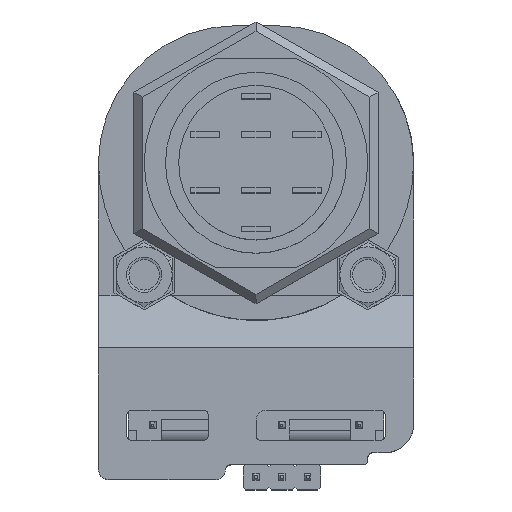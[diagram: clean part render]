
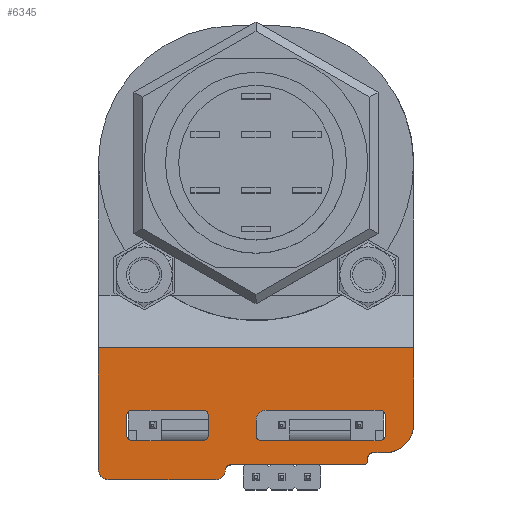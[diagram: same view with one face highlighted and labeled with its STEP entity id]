
A CAD part, top view. The second image highlights one B-rep face of the part: STEP entity #6345.
In plain terms, the highlighted planar face has unit normal (0, 0, 1).
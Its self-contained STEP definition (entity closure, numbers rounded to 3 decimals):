
#5349 = VERTEX_POINT('',#5350);
#5350 = CARTESIAN_POINT('',(-2.501,-29.7,8.));
#5358 = EDGE_CURVE('',#5359,#5349,#5361,.T.);
#5359 = VERTEX_POINT('',#5360);
#5360 = CARTESIAN_POINT('',(-3.001,-30.183,8.));
#5361 = B_SPLINE_CURVE_WITH_KNOTS('',6,(#5362,#5363,#5364,#5365,#5366,
    #5367,#5368,#5369,#5370,#5371,#5372,#5373,#5374,#5375,#5376,#5377,
    #5378,#5379,#5380,#5381,#5382,#5383),.UNSPECIFIED.,.F.,.F.,(7,5,5,5,
    7),(0.,0.258,0.5,0.742,1.),
  .UNSPECIFIED.);
#5362 = CARTESIAN_POINT('',(-3.001,-30.183,8.));
#5363 = CARTESIAN_POINT('',(-3.,-30.153,8.));
#5364 = CARTESIAN_POINT('',(-2.996,-30.123,8.));
#5365 = CARTESIAN_POINT('',(-2.991,-30.092,8.));
#5366 = CARTESIAN_POINT('',(-2.983,-30.06,8.));
#5367 = CARTESIAN_POINT('',(-2.972,-30.029,8.));
#5368 = CARTESIAN_POINT('',(-2.946,-29.969,8.));
#5369 = CARTESIAN_POINT('',(-2.931,-29.941,8.));
#5370 = CARTESIAN_POINT('',(-2.913,-29.914,8.));
#5371 = CARTESIAN_POINT('',(-2.894,-29.888,8.));
#5372 = CARTESIAN_POINT('',(-2.872,-29.863,8.));
#5373 = CARTESIAN_POINT('',(-2.825,-29.818,8.));
#5374 = CARTESIAN_POINT('',(-2.8,-29.797,8.));
#5375 = CARTESIAN_POINT('',(-2.773,-29.778,8.));
#5376 = CARTESIAN_POINT('',(-2.745,-29.762,8.));
#5377 = CARTESIAN_POINT('',(-2.716,-29.748,8.));
#5378 = CARTESIAN_POINT('',(-2.656,-29.724,8.));
#5379 = CARTESIAN_POINT('',(-2.625,-29.714,8.));
#5380 = CARTESIAN_POINT('',(-2.593,-29.707,8.));
#5381 = CARTESIAN_POINT('',(-2.562,-29.702,8.));
#5382 = CARTESIAN_POINT('',(-2.531,-29.7,8.));
#5383 = CARTESIAN_POINT('',(-2.501,-29.7,8.));
#5414 = EDGE_CURVE('',#5349,#5415,#5417,.T.);
#5415 = VERTEX_POINT('',#5416);
#5416 = CARTESIAN_POINT('',(10.5,-29.7,8.));
#5417 = LINE('',#5418,#5419);
#5418 = CARTESIAN_POINT('',(-3.,-29.7,8.));
#5419 = VECTOR('',#5420,1.);
#5420 = DIRECTION('',(1.,0.,0.));
#5438 = VERTEX_POINT('',#5439);
#5439 = CARTESIAN_POINT('',(11.,-29.2,8.));
#5445 = EDGE_CURVE('',#5415,#5438,#5446,.T.);
#5446 = CIRCLE('',#5447,0.5);
#5447 = AXIS2_PLACEMENT_3D('',#5448,#5449,#5450);
#5448 = CARTESIAN_POINT('',(10.5,-29.2,8.));
#5449 = DIRECTION('',(-0.,0.,1.));
#5450 = DIRECTION('',(0.,-1.,0.));
#5463 = EDGE_CURVE('',#5438,#5464,#5466,.T.);
#5464 = VERTEX_POINT('',#5465);
#5465 = CARTESIAN_POINT('',(11.,-29.,8.));
#5466 = LINE('',#5467,#5468);
#5467 = CARTESIAN_POINT('',(11.,-29.7,8.));
#5468 = VECTOR('',#5469,1.);
#5469 = DIRECTION('',(0.,1.,0.));
#5809 = VERTEX_POINT('',#5810);
#5810 = CARTESIAN_POINT('',(15.5,-25.7,8.));
#5816 = EDGE_CURVE('',#5817,#5809,#5819,.T.);
#5817 = VERTEX_POINT('',#5818);
#5818 = CARTESIAN_POINT('',(12.7,-28.5,8.));
#5819 = CIRCLE('',#5820,2.8);
#5820 = AXIS2_PLACEMENT_3D('',#5821,#5822,#5823);
#5821 = CARTESIAN_POINT('',(12.7,-25.7,8.));
#5822 = DIRECTION('',(0.,0.,1.));
#5823 = DIRECTION('',(1.,0.,-0.));
#5885 = VERTEX_POINT('',#5886);
#5886 = CARTESIAN_POINT('',(15.5,-18.196,8.));
#5892 = EDGE_CURVE('',#5885,#5809,#5893,.T.);
#5893 = LINE('',#5894,#5895);
#5894 = CARTESIAN_POINT('',(15.5,0.,8.));
#5895 = VECTOR('',#5896,1.);
#5896 = DIRECTION('',(0.,-1.,0.));
#6096 = VERTEX_POINT('',#6097);
#6097 = CARTESIAN_POINT('',(-15.5,-30.15,8.));
#6103 = EDGE_CURVE('',#6096,#6104,#6106,.T.);
#6104 = VERTEX_POINT('',#6105);
#6105 = CARTESIAN_POINT('',(-15.5,-18.196,8.));
#6106 = LINE('',#6107,#6108);
#6107 = CARTESIAN_POINT('',(-15.5,-31.15,8.));
#6108 = VECTOR('',#6109,1.);
#6109 = DIRECTION('',(0.,1.,0.));
#6135 = VERTEX_POINT('',#6136);
#6136 = CARTESIAN_POINT('',(-14.5,-31.15,8.));
#6142 = EDGE_CURVE('',#6135,#6096,#6143,.T.);
#6143 = CIRCLE('',#6144,1.);
#6144 = AXIS2_PLACEMENT_3D('',#6145,#6146,#6147);
#6145 = CARTESIAN_POINT('',(-14.5,-30.15,8.));
#6146 = DIRECTION('',(-0.,-0.,-1.));
#6147 = DIRECTION('',(0.,-1.,0.));
#6161 = VERTEX_POINT('',#6162);
#6162 = CARTESIAN_POINT('',(-4.,-31.15,8.));
#6168 = EDGE_CURVE('',#6161,#6135,#6169,.T.);
#6169 = LINE('',#6170,#6171);
#6170 = CARTESIAN_POINT('',(-3.,-31.15,8.));
#6171 = VECTOR('',#6172,1.);
#6172 = DIRECTION('',(-1.,0.,0.));
#6185 = EDGE_CURVE('',#6161,#5359,#6186,.T.);
#6186 = CIRCLE('',#6187,1.);
#6187 = AXIS2_PLACEMENT_3D('',#6188,#6189,#6190);
#6188 = CARTESIAN_POINT('',(-4.,-30.15,8.));
#6189 = DIRECTION('',(-0.,0.,1.));
#6190 = DIRECTION('',(0.,-1.,0.));
#6345 = ADVANCED_FACE('',(#6346,#6379,#6449),#6519,.F.);
#6346 = FACE_BOUND('',#6347,.F.);
#6347 = EDGE_LOOP('',(#6348,#6349,#6350,#6351,#6352,#6358,#6359,#6360,
    #6368,#6375,#6376,#6377,#6378));
#6348 = ORIENTED_EDGE('',*,*,#6185,.F.);
#6349 = ORIENTED_EDGE('',*,*,#6168,.T.);
#6350 = ORIENTED_EDGE('',*,*,#6142,.T.);
#6351 = ORIENTED_EDGE('',*,*,#6103,.T.);
#6352 = ORIENTED_EDGE('',*,*,#6353,.T.);
#6353 = EDGE_CURVE('',#6104,#5885,#6354,.T.);
#6354 = LINE('',#6355,#6356);
#6355 = CARTESIAN_POINT('',(-7.94,-18.196,8.));
#6356 = VECTOR('',#6357,1.);
#6357 = DIRECTION('',(1.,0.,0.));
#6358 = ORIENTED_EDGE('',*,*,#5892,.T.);
#6359 = ORIENTED_EDGE('',*,*,#5816,.F.);
#6360 = ORIENTED_EDGE('',*,*,#6361,.F.);
#6361 = EDGE_CURVE('',#6362,#5817,#6364,.T.);
#6362 = VERTEX_POINT('',#6363);
#6363 = CARTESIAN_POINT('',(11.5,-28.5,8.));
#6364 = LINE('',#6365,#6366);
#6365 = CARTESIAN_POINT('',(11.,-28.5,8.));
#6366 = VECTOR('',#6367,1.);
#6367 = DIRECTION('',(1.,0.,0.));
#6368 = ORIENTED_EDGE('',*,*,#6369,.F.);
#6369 = EDGE_CURVE('',#5464,#6362,#6370,.T.);
#6370 = CIRCLE('',#6371,0.5);
#6371 = AXIS2_PLACEMENT_3D('',#6372,#6373,#6374);
#6372 = CARTESIAN_POINT('',(11.5,-29.,8.));
#6373 = DIRECTION('',(-0.,-0.,-1.));
#6374 = DIRECTION('',(0.,-1.,0.));
#6375 = ORIENTED_EDGE('',*,*,#5463,.F.);
#6376 = ORIENTED_EDGE('',*,*,#5445,.F.);
#6377 = ORIENTED_EDGE('',*,*,#5414,.F.);
#6378 = ORIENTED_EDGE('',*,*,#5358,.F.);
#6379 = FACE_BOUND('',#6380,.F.);
#6380 = EDGE_LOOP('',(#6381,#6391,#6400,#6408,#6417,#6425,#6434,#6442));
#6381 = ORIENTED_EDGE('',*,*,#6382,.F.);
#6382 = EDGE_CURVE('',#6383,#6385,#6387,.T.);
#6383 = VERTEX_POINT('',#6384);
#6384 = CARTESIAN_POINT('',(-12.7,-26.81,8.));
#6385 = VERTEX_POINT('',#6386);
#6386 = CARTESIAN_POINT('',(-12.7,-24.81,8.));
#6387 = LINE('',#6388,#6389);
#6388 = CARTESIAN_POINT('',(-12.7,-27.31,8.));
#6389 = VECTOR('',#6390,1.);
#6390 = DIRECTION('',(0.,1.,0.));
#6391 = ORIENTED_EDGE('',*,*,#6392,.T.);
#6392 = EDGE_CURVE('',#6383,#6393,#6395,.T.);
#6393 = VERTEX_POINT('',#6394);
#6394 = CARTESIAN_POINT('',(-12.2,-27.31,8.));
#6395 = CIRCLE('',#6396,0.5);
#6396 = AXIS2_PLACEMENT_3D('',#6397,#6398,#6399);
#6397 = CARTESIAN_POINT('',(-12.2,-26.81,8.));
#6398 = DIRECTION('',(-0.,0.,1.));
#6399 = DIRECTION('',(0.,-1.,0.));
#6400 = ORIENTED_EDGE('',*,*,#6401,.F.);
#6401 = EDGE_CURVE('',#6402,#6393,#6404,.T.);
#6402 = VERTEX_POINT('',#6403);
#6403 = CARTESIAN_POINT('',(-5.2,-27.31,8.));
#6404 = LINE('',#6405,#6406);
#6405 = CARTESIAN_POINT('',(-4.7,-27.31,8.));
#6406 = VECTOR('',#6407,1.);
#6407 = DIRECTION('',(-1.,0.,0.));
#6408 = ORIENTED_EDGE('',*,*,#6409,.T.);
#6409 = EDGE_CURVE('',#6402,#6410,#6412,.T.);
#6410 = VERTEX_POINT('',#6411);
#6411 = CARTESIAN_POINT('',(-4.7,-26.81,8.));
#6412 = CIRCLE('',#6413,0.5);
#6413 = AXIS2_PLACEMENT_3D('',#6414,#6415,#6416);
#6414 = CARTESIAN_POINT('',(-5.2,-26.81,8.));
#6415 = DIRECTION('',(-0.,0.,1.));
#6416 = DIRECTION('',(0.,-1.,0.));
#6417 = ORIENTED_EDGE('',*,*,#6418,.F.);
#6418 = EDGE_CURVE('',#6419,#6410,#6421,.T.);
#6419 = VERTEX_POINT('',#6420);
#6420 = CARTESIAN_POINT('',(-4.7,-24.81,8.));
#6421 = LINE('',#6422,#6423);
#6422 = CARTESIAN_POINT('',(-4.7,-24.31,8.));
#6423 = VECTOR('',#6424,1.);
#6424 = DIRECTION('',(0.,-1.,0.));
#6425 = ORIENTED_EDGE('',*,*,#6426,.F.);
#6426 = EDGE_CURVE('',#6427,#6419,#6429,.T.);
#6427 = VERTEX_POINT('',#6428);
#6428 = CARTESIAN_POINT('',(-5.2,-24.31,8.));
#6429 = CIRCLE('',#6430,0.5);
#6430 = AXIS2_PLACEMENT_3D('',#6431,#6432,#6433);
#6431 = CARTESIAN_POINT('',(-5.2,-24.81,8.));
#6432 = DIRECTION('',(-0.,-0.,-1.));
#6433 = DIRECTION('',(0.,-1.,0.));
#6434 = ORIENTED_EDGE('',*,*,#6435,.F.);
#6435 = EDGE_CURVE('',#6436,#6427,#6438,.T.);
#6436 = VERTEX_POINT('',#6437);
#6437 = CARTESIAN_POINT('',(-12.2,-24.31,8.));
#6438 = LINE('',#6439,#6440);
#6439 = CARTESIAN_POINT('',(-12.7,-24.31,8.));
#6440 = VECTOR('',#6441,1.);
#6441 = DIRECTION('',(1.,0.,0.));
#6442 = ORIENTED_EDGE('',*,*,#6443,.F.);
#6443 = EDGE_CURVE('',#6385,#6436,#6444,.T.);
#6444 = CIRCLE('',#6445,0.5);
#6445 = AXIS2_PLACEMENT_3D('',#6446,#6447,#6448);
#6446 = CARTESIAN_POINT('',(-12.2,-24.81,8.));
#6447 = DIRECTION('',(-0.,-0.,-1.));
#6448 = DIRECTION('',(0.,-1.,0.));
#6449 = FACE_BOUND('',#6450,.F.);
#6450 = EDGE_LOOP('',(#6451,#6461,#6470,#6478,#6487,#6495,#6504,#6512));
#6451 = ORIENTED_EDGE('',*,*,#6452,.F.);
#6452 = EDGE_CURVE('',#6453,#6455,#6457,.T.);
#6453 = VERTEX_POINT('',#6454);
#6454 = CARTESIAN_POINT('',(0.,-26.81,8.));
#6455 = VERTEX_POINT('',#6456);
#6456 = CARTESIAN_POINT('',(0.,-25.31,8.));
#6457 = LINE('',#6458,#6459);
#6458 = CARTESIAN_POINT('',(0.,-27.31,8.));
#6459 = VECTOR('',#6460,1.);
#6460 = DIRECTION('',(0.,1.,0.));
#6461 = ORIENTED_EDGE('',*,*,#6462,.T.);
#6462 = EDGE_CURVE('',#6453,#6463,#6465,.T.);
#6463 = VERTEX_POINT('',#6464);
#6464 = CARTESIAN_POINT('',(0.5,-27.31,8.));
#6465 = CIRCLE('',#6466,0.5);
#6466 = AXIS2_PLACEMENT_3D('',#6467,#6468,#6469);
#6467 = CARTESIAN_POINT('',(0.5,-26.81,8.));
#6468 = DIRECTION('',(-0.,0.,1.));
#6469 = DIRECTION('',(0.,-1.,0.));
#6470 = ORIENTED_EDGE('',*,*,#6471,.F.);
#6471 = EDGE_CURVE('',#6472,#6463,#6474,.T.);
#6472 = VERTEX_POINT('',#6473);
#6473 = CARTESIAN_POINT('',(12.2,-27.31,8.));
#6474 = LINE('',#6475,#6476);
#6475 = CARTESIAN_POINT('',(12.7,-27.31,8.));
#6476 = VECTOR('',#6477,1.);
#6477 = DIRECTION('',(-1.,0.,0.));
#6478 = ORIENTED_EDGE('',*,*,#6479,.T.);
#6479 = EDGE_CURVE('',#6472,#6480,#6482,.T.);
#6480 = VERTEX_POINT('',#6481);
#6481 = CARTESIAN_POINT('',(12.7,-26.81,8.));
#6482 = CIRCLE('',#6483,0.5);
#6483 = AXIS2_PLACEMENT_3D('',#6484,#6485,#6486);
#6484 = CARTESIAN_POINT('',(12.2,-26.81,8.));
#6485 = DIRECTION('',(-0.,0.,1.));
#6486 = DIRECTION('',(0.,-1.,0.));
#6487 = ORIENTED_EDGE('',*,*,#6488,.F.);
#6488 = EDGE_CURVE('',#6489,#6480,#6491,.T.);
#6489 = VERTEX_POINT('',#6490);
#6490 = CARTESIAN_POINT('',(12.7,-24.81,8.));
#6491 = LINE('',#6492,#6493);
#6492 = CARTESIAN_POINT('',(12.7,-24.31,8.));
#6493 = VECTOR('',#6494,1.);
#6494 = DIRECTION('',(0.,-1.,0.));
#6495 = ORIENTED_EDGE('',*,*,#6496,.F.);
#6496 = EDGE_CURVE('',#6497,#6489,#6499,.T.);
#6497 = VERTEX_POINT('',#6498);
#6498 = CARTESIAN_POINT('',(12.2,-24.31,8.));
#6499 = CIRCLE('',#6500,0.5);
#6500 = AXIS2_PLACEMENT_3D('',#6501,#6502,#6503);
#6501 = CARTESIAN_POINT('',(12.2,-24.81,8.));
#6502 = DIRECTION('',(-0.,-0.,-1.));
#6503 = DIRECTION('',(0.,-1.,0.));
#6504 = ORIENTED_EDGE('',*,*,#6505,.F.);
#6505 = EDGE_CURVE('',#6506,#6497,#6508,.T.);
#6506 = VERTEX_POINT('',#6507);
#6507 = CARTESIAN_POINT('',(1.,-24.31,8.));
#6508 = LINE('',#6509,#6510);
#6509 = CARTESIAN_POINT('',(0.,-24.31,8.));
#6510 = VECTOR('',#6511,1.);
#6511 = DIRECTION('',(1.,0.,0.));
#6512 = ORIENTED_EDGE('',*,*,#6513,.F.);
#6513 = EDGE_CURVE('',#6455,#6506,#6514,.T.);
#6514 = CIRCLE('',#6515,1.);
#6515 = AXIS2_PLACEMENT_3D('',#6516,#6517,#6518);
#6516 = CARTESIAN_POINT('',(1.,-25.31,8.));
#6517 = DIRECTION('',(-0.,-0.,-1.));
#6518 = DIRECTION('',(0.,-1.,0.));
#6519 = PLANE('',#6520);
#6520 = AXIS2_PLACEMENT_3D('',#6521,#6522,#6523);
#6521 = CARTESIAN_POINT('',(-0.379,-10.591,8.));
#6522 = DIRECTION('',(-0.,-0.,-1.));
#6523 = DIRECTION('',(-1.,0.,0.));
